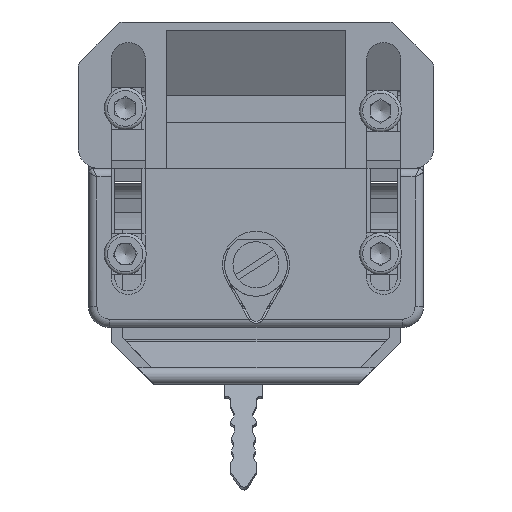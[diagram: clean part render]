
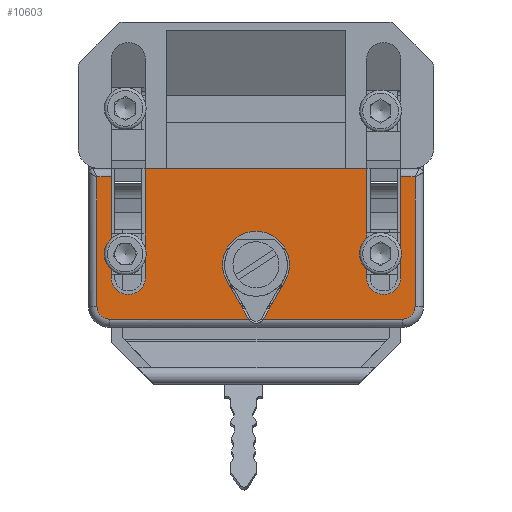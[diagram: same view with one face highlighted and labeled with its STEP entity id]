
A CAD part, front view. The second image highlights one B-rep face of the part: STEP entity #10603.
In plain terms, the highlighted planar face has unit normal (0, -1, 0).
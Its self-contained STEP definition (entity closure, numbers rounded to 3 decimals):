
#188=PLANE('',#11127);
#475=FACE_OUTER_BOUND('',#881,.T.);
#881=EDGE_LOOP('',(#8127,#8128,#8129,#8130,#8131,#8132,#8133,#8134,#8135,
#8136,#8137,#8138,#8139,#8140,#8141,#8142,#8143,#8144));
#1261=LINE('',#15451,#2477);
#1303=LINE('',#15638,#2519);
#1324=LINE('',#15802,#2540);
#1325=LINE('',#15806,#2541);
#1330=LINE('',#15820,#2546);
#1333=LINE('',#15827,#2549);
#1342=LINE('',#16082,#2558);
#1393=LINE('',#16298,#2609);
#1403=LINE('',#16313,#2619);
#1405=LINE('',#16319,#2621);
#1406=LINE('',#16320,#2622);
#1407=LINE('',#16322,#2623);
#1408=LINE('',#16323,#2624);
#2477=VECTOR('',#12161,1000.);
#2519=VECTOR('',#12269,1000.);
#2540=VECTOR('',#12354,1000.);
#2541=VECTOR('',#12357,1000.);
#2546=VECTOR('',#12370,1000.);
#2549=VECTOR('',#12377,1000.);
#2558=VECTOR('',#12438,1000.);
#2609=VECTOR('',#12551,1000.);
#2619=VECTOR('',#12563,1000.);
#2621=VECTOR('',#12569,1000.);
#2622=VECTOR('',#12570,1000.);
#2623=VECTOR('',#12571,1000.);
#2624=VECTOR('',#12572,1000.);
#3660=CIRCLE('',#10974,8.);
#3673=CIRCLE('',#10994,4.1);
#3709=CIRCLE('',#11059,3.);
#3711=CIRCLE('',#11064,4.1);
#3748=CIRCLE('',#11128,3.);
#4308=VERTEX_POINT('',#15368);
#4309=VERTEX_POINT('',#15370);
#4338=VERTEX_POINT('',#15441);
#4339=VERTEX_POINT('',#15442);
#4342=VERTEX_POINT('',#15450);
#4392=VERTEX_POINT('',#15575);
#4393=VERTEX_POINT('',#15637);
#4421=VERTEX_POINT('',#15734);
#4422=VERTEX_POINT('',#15736);
#4423=VERTEX_POINT('',#15740);
#4424=VERTEX_POINT('',#15804);
#4425=VERTEX_POINT('',#15805);
#4428=VERTEX_POINT('',#15813);
#4430=VERTEX_POINT('',#15819);
#4446=VERTEX_POINT('',#16080);
#4499=VERTEX_POINT('',#16316);
#4500=VERTEX_POINT('',#16318);
#4501=VERTEX_POINT('',#16321);
#5803=EDGE_CURVE('',#4308,#4309,#3660,.T.);
#5838=EDGE_CURVE('',#4338,#4339,#3673,.T.);
#5842=EDGE_CURVE('',#4342,#4338,#1261,.T.);
#5903=EDGE_CURVE('',#4393,#4392,#1303,.T.);
#5943=EDGE_CURVE('',#4422,#4421,#3709,.T.);
#5946=EDGE_CURVE('',#4421,#4423,#1324,.T.);
#5947=EDGE_CURVE('',#4424,#4425,#1325,.T.);
#5951=EDGE_CURVE('',#4425,#4428,#3711,.T.);
#5954=EDGE_CURVE('',#4428,#4430,#1330,.T.);
#5958=EDGE_CURVE('',#4423,#4430,#1333,.T.);
#5985=EDGE_CURVE('',#4392,#4446,#1342,.T.);
#6057=EDGE_CURVE('',#4342,#4424,#1393,.T.);
#6067=EDGE_CURVE('',#4339,#4393,#1403,.T.);
#6069=EDGE_CURVE('',#4446,#4499,#3748,.T.);
#6070=EDGE_CURVE('',#4499,#4500,#1405,.T.);
#6071=EDGE_CURVE('',#4309,#4500,#1406,.T.);
#6072=EDGE_CURVE('',#4501,#4308,#1407,.T.);
#6073=EDGE_CURVE('',#4501,#4422,#1408,.T.);
#8127=ORIENTED_EDGE('',*,*,#6067,.T.);
#8128=ORIENTED_EDGE('',*,*,#5903,.T.);
#8129=ORIENTED_EDGE('',*,*,#5985,.T.);
#8130=ORIENTED_EDGE('',*,*,#6069,.T.);
#8131=ORIENTED_EDGE('',*,*,#6070,.T.);
#8132=ORIENTED_EDGE('',*,*,#6071,.F.);
#8133=ORIENTED_EDGE('',*,*,#5803,.F.);
#8134=ORIENTED_EDGE('',*,*,#6072,.F.);
#8135=ORIENTED_EDGE('',*,*,#6073,.T.);
#8136=ORIENTED_EDGE('',*,*,#5943,.T.);
#8137=ORIENTED_EDGE('',*,*,#5946,.T.);
#8138=ORIENTED_EDGE('',*,*,#5958,.T.);
#8139=ORIENTED_EDGE('',*,*,#5954,.F.);
#8140=ORIENTED_EDGE('',*,*,#5951,.F.);
#8141=ORIENTED_EDGE('',*,*,#5947,.F.);
#8142=ORIENTED_EDGE('',*,*,#6057,.F.);
#8143=ORIENTED_EDGE('',*,*,#5842,.T.);
#8144=ORIENTED_EDGE('',*,*,#5838,.T.);
#10603=ADVANCED_FACE('',(#475),#188,.F.);
#10974=AXIS2_PLACEMENT_3D('',#15371,#12091,#12092);
#10994=AXIS2_PLACEMENT_3D('',#15443,#12153,#12154);
#11059=AXIS2_PLACEMENT_3D('',#15737,#12348,#12349);
#11064=AXIS2_PLACEMENT_3D('',#15814,#12363,#12364);
#11127=AXIS2_PLACEMENT_3D('',#16315,#12565,#12566);
#11128=AXIS2_PLACEMENT_3D('',#16317,#12567,#12568);
#12091=DIRECTION('center_axis',(0.,-1.,0.));
#12092=DIRECTION('ref_axis',(1.,0.,0.));
#12153=DIRECTION('center_axis',(0.,1.,0.));
#12154=DIRECTION('ref_axis',(-1.,0.,0.));
#12161=DIRECTION('',(0.,0.,-1.));
#12269=DIRECTION('',(-1.,0.,0.));
#12348=DIRECTION('center_axis',(0.,-1.,0.));
#12349=DIRECTION('ref_axis',(-1.,0.,0.));
#12354=DIRECTION('',(0.,0.,1.));
#12357=DIRECTION('',(0.,0.,-1.));
#12363=DIRECTION('center_axis',(0.,-1.,0.));
#12364=DIRECTION('ref_axis',(1.,0.,0.));
#12370=DIRECTION('',(0.,0.,1.));
#12377=DIRECTION('',(-1.,0.,0.));
#12438=DIRECTION('',(0.,0.,-1.));
#12551=DIRECTION('',(1.,0.,0.));
#12563=DIRECTION('',(0.,0.,1.));
#12565=DIRECTION('center_axis',(0.,1.,0.));
#12566=DIRECTION('ref_axis',(-1.,0.,0.));
#12567=DIRECTION('center_axis',(0.,-1.,0.));
#12568=DIRECTION('ref_axis',(-1.,0.,0.));
#12569=DIRECTION('',(1.,0.,0.));
#12570=DIRECTION('',(0.5,0.,-0.866));
#12571=DIRECTION('',(0.5,0.,0.866));
#12572=DIRECTION('',(1.,0.,0.));
#15368=CARTESIAN_POINT('',(-3.98,-41.704,-3.866));
#15370=CARTESIAN_POINT('',(-17.836,-41.704,-3.866));
#15371=CARTESIAN_POINT('Origin',(-10.908,-41.704,0.134));
#15441=CARTESIAN_POINT('',(-37.308,-41.704,-2.866));
#15442=CARTESIAN_POINT('',(-45.508,-41.704,-2.866));
#15443=CARTESIAN_POINT('Origin',(-41.408,-41.704,-2.866));
#15450=CARTESIAN_POINT('',(-37.308,-41.704,23.134));
#15451=CARTESIAN_POINT('',(-37.308,-41.704,23.134));
#15575=CARTESIAN_POINT('',(-48.908,-41.704,21.134));
#15637=CARTESIAN_POINT('',(-45.508,-41.704,21.134));
#15638=CARTESIAN_POINT('',(-50.908,-41.704,21.134));
#15734=CARTESIAN_POINT('',(27.092,-41.704,-9.866));
#15736=CARTESIAN_POINT('',(24.092,-41.704,-12.866));
#15737=CARTESIAN_POINT('Origin',(24.092,-41.704,-9.866));
#15740=CARTESIAN_POINT('',(27.092,-41.704,21.134));
#15802=CARTESIAN_POINT('',(27.092,-41.704,22.134));
#15804=CARTESIAN_POINT('',(15.492,-41.704,23.134));
#15805=CARTESIAN_POINT('',(15.492,-41.704,-2.866));
#15806=CARTESIAN_POINT('',(15.492,-41.704,23.134));
#15813=CARTESIAN_POINT('',(23.692,-41.704,-2.866));
#15814=CARTESIAN_POINT('Origin',(19.592,-41.704,-2.866));
#15819=CARTESIAN_POINT('',(23.692,-41.704,21.134));
#15820=CARTESIAN_POINT('',(23.692,-41.704,-2.866));
#15827=CARTESIAN_POINT('',(-50.908,-41.704,21.134));
#16080=CARTESIAN_POINT('',(-48.908,-41.704,-9.866));
#16082=CARTESIAN_POINT('',(-48.908,-41.704,23.134));
#16298=CARTESIAN_POINT('',(-50.908,-41.704,23.134));
#16313=CARTESIAN_POINT('',(-45.508,-41.704,-2.866));
#16315=CARTESIAN_POINT('Origin',(-50.908,-41.704,23.134));
#16316=CARTESIAN_POINT('',(-45.908,-41.704,-12.866));
#16317=CARTESIAN_POINT('Origin',(-45.908,-41.704,-9.866));
#16318=CARTESIAN_POINT('',(-12.64,-41.704,-12.866));
#16319=CARTESIAN_POINT('',(-50.908,-41.704,-12.866));
#16320=CARTESIAN_POINT('',(-17.836,-41.704,-3.866));
#16321=CARTESIAN_POINT('',(-9.176,-41.704,-12.866));
#16322=CARTESIAN_POINT('',(-3.98,-41.704,-3.866));
#16323=CARTESIAN_POINT('',(-50.908,-41.704,-12.866));
